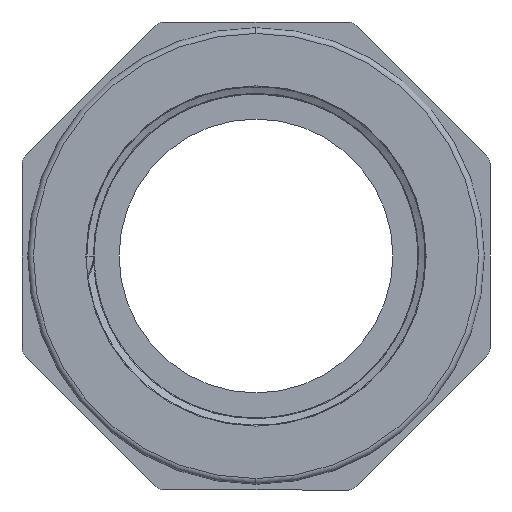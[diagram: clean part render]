
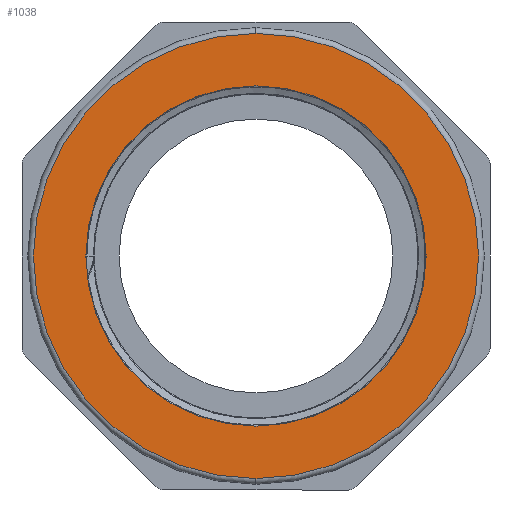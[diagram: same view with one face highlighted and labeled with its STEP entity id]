
A CAD part, left-side view. The second image highlights one B-rep face of the part: STEP entity #1038.
In plain terms, the highlighted planar face has unit normal (-1, 0, 0).
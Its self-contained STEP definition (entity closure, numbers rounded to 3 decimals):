
#340 = DIRECTION ( 'NONE',  ( 1., 0., 0. ) ) ;
#341 = DIRECTION ( 'NONE',  ( 0., 0., -1. ) ) ;
#1038 = ADVANCED_FACE ( 'NONE', ( #1282, #1275 ), #1278, .F. ) ;
#1117 = EDGE_CURVE ( 'NONE', #12357, #12358, #2557, .T. ) ;
#1198 = EDGE_CURVE ( 'NONE', #1389, #1392, #2587, .T. ) ;
#1230 = EDGE_CURVE ( 'NONE', #1392, #1389, #2589, .T. ) ;
#1275 = FACE_OUTER_BOUND ( 'NONE', #10934, .T. ) ;
#1278 = PLANE ( 'NONE',  #2497 ) ;
#1282 = FACE_BOUND ( 'NONE', #10931, .T. ) ;
#1389 = VERTEX_POINT ( 'NONE', #12722 ) ;
#1392 = VERTEX_POINT ( 'NONE', #12725 ) ;
#2497 = AXIS2_PLACEMENT_3D ( 'NONE', #3267, #340, #341 ) ;
#2557 = CIRCLE ( 'NONE', #2564, 39. ) ;
#2564 = AXIS2_PLACEMENT_3D ( 'NONE', #11502, #11503, #11504 ) ;
#2587 = CIRCLE ( 'NONE', #2588, 29.807 ) ;
#2588 = AXIS2_PLACEMENT_3D ( 'NONE', #11833, #11834, #11835 ) ;
#2589 = CIRCLE ( 'NONE', #2591, 29.807 ) ;
#2591 = AXIS2_PLACEMENT_3D ( 'NONE', #12177, #12178, #12179 ) ;
#2629 = EDGE_CURVE ( 'NONE', #12358, #12357, #13918, .T. ) ;
#3267 = CARTESIAN_POINT ( 'NONE',  ( 0., 0., -29.807 ) ) ;
#8439 = ORIENTED_EDGE ( 'NONE', *, *, #1230, .F. ) ;
#8440 = ORIENTED_EDGE ( 'NONE', *, *, #1198, .F. ) ;
#8441 = ORIENTED_EDGE ( 'NONE', *, *, #1117, .T. ) ;
#8442 = ORIENTED_EDGE ( 'NONE', *, *, #2629, .T. ) ;
#10931 = EDGE_LOOP ( 'NONE', ( #8439, #8440 ) ) ;
#10934 = EDGE_LOOP ( 'NONE', ( #8441, #8442 ) ) ;
#11328 = CARTESIAN_POINT ( 'NONE',  ( 0., 0., 39. ) ) ;
#11393 = CARTESIAN_POINT ( 'NONE',  ( 0., 0., -39. ) ) ;
#11502 = CARTESIAN_POINT ( 'NONE',  ( 0., 0., 0. ) ) ;
#11503 = DIRECTION ( 'NONE',  ( -1., 0., 0. ) ) ;
#11504 = DIRECTION ( 'NONE',  ( 0., 0., 1. ) ) ;
#11833 = CARTESIAN_POINT ( 'NONE',  ( 0., 0., 0. ) ) ;
#11834 = DIRECTION ( 'NONE',  ( -1., 0., 0. ) ) ;
#11835 = DIRECTION ( 'NONE',  ( 0., 0., 1. ) ) ;
#12177 = CARTESIAN_POINT ( 'NONE',  ( 0., 0., 0. ) ) ;
#12178 = DIRECTION ( 'NONE',  ( -1., 0., 0. ) ) ;
#12179 = DIRECTION ( 'NONE',  ( 0., 0., 1. ) ) ;
#12357 = VERTEX_POINT ( 'NONE', #11328 ) ;
#12358 = VERTEX_POINT ( 'NONE', #11393 ) ;
#12722 = CARTESIAN_POINT ( 'NONE',  ( 0., 0., -29.807 ) ) ;
#12725 = CARTESIAN_POINT ( 'NONE',  ( 0., 0., 29.807 ) ) ;
#12883 = CARTESIAN_POINT ( 'NONE',  ( 0., 0., 0. ) ) ;
#12884 = DIRECTION ( 'NONE',  ( -1., 0., 0. ) ) ;
#12885 = DIRECTION ( 'NONE',  ( 0., 0., 1. ) ) ;
#13918 = CIRCLE ( 'NONE', #13921, 39. ) ;
#13921 = AXIS2_PLACEMENT_3D ( 'NONE', #12883, #12884, #12885 ) ;
